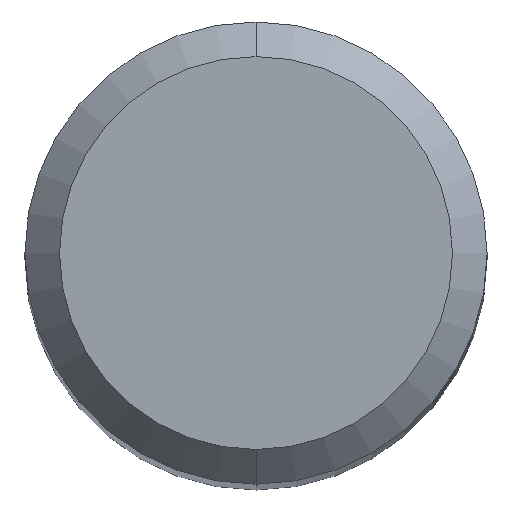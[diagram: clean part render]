
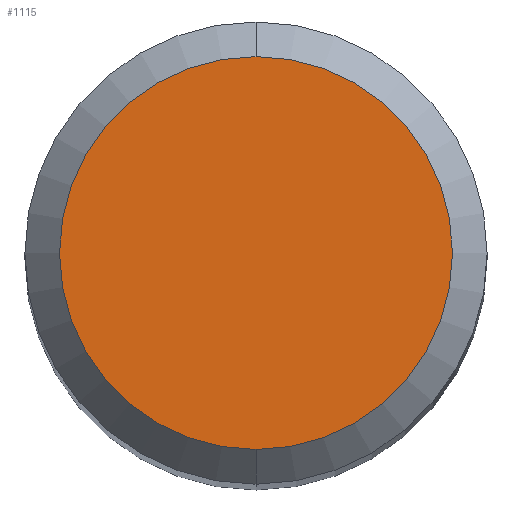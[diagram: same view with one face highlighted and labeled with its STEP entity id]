
A CAD part, top view. The second image highlights one B-rep face of the part: STEP entity #1115.
In plain terms, the highlighted planar face has unit normal (0, 0, 1).
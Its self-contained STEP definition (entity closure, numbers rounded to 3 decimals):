
#445=VERTEX_POINT('',#1273);
#485=EDGE_CURVE('',#445,#857,#1314,.T.);
#569=EDGE_CURVE('',#857,#445,#1409,.T.);
#857=VERTEX_POINT('',#1718);
#1115=ADVANCED_FACE('',(#2006),#2007,.T.);
#1273=CARTESIAN_POINT('',(0.,-1.7,0.0));
#1314=CIRCLE('',#2361,1.7);
#1409=CIRCLE('',#2835,1.7);
#1718=CARTESIAN_POINT('',(0.0,1.7,0.0));
#2006=FACE_OUTER_BOUND('',#5649,.T.);
#2007=PLANE('',#5650);
#2361=AXIS2_PLACEMENT_3D('',#6163,#6164,#6165);
#2835=AXIS2_PLACEMENT_3D('',#6323,#6324,#6325);
#5649=EDGE_LOOP('',(#6968,#6969));
#5650=AXIS2_PLACEMENT_3D('',#6970,#6971,#6972);
#6163=CARTESIAN_POINT('',(0.0,0.0,0.0));
#6164=DIRECTION('',(0.0,0.0,-1.0));
#6165=DIRECTION('',(0.0,1.0,0.0));
#6323=CARTESIAN_POINT('',(0.0,0.0,0.0));
#6324=DIRECTION('',(0.0,0.0,-1.0));
#6325=DIRECTION('',(0.0,1.0,0.0));
#6968=ORIENTED_EDGE('',*,*,#569,.F.);
#6969=ORIENTED_EDGE('',*,*,#485,.F.);
#6970=CARTESIAN_POINT('',(0.0,0.85,0.0));
#6971=DIRECTION('',(-0.0,0.0,1.0));
#6972=DIRECTION('',(0.0,-1.0,0.0));
